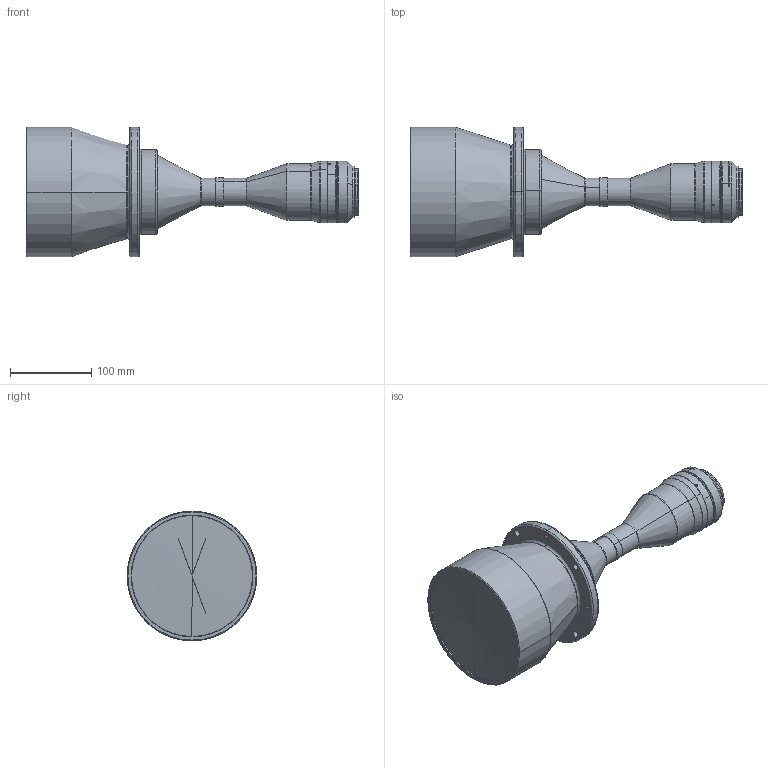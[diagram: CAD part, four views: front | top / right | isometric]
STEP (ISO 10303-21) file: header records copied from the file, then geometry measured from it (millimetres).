
FILE_DESCRIPTION (( 'STEP AP203' ), '1' );
FILE_NAME ('DTCM35FH-120H-M58-AL.STEP', '2020-02-10T03:17:25', ( '' ), ( '' ), 'SwSTEP 2.0', 'SolidWorks 2017', '' );
FILE_SCHEMA (( 'CONFIG_CONTROL_DESIGN' ));
Length unit declared in the file: millimetre
Products named in the file (1): DTCM35FH-120H-M58-AL
Bounding box: 409.61 x 160 x 160 mm (x, y, z)
Volume: 3292842.5 mm3; surface area: 168879.4 mm2
Topology: 1 solids, 1 shells, 151 faces, 356 edges, 218 vertices
Faces by surface type: cylinder 66, cone 41, plane 22, bspline 22
Entity records: 5413 total; most frequent: CARTESIAN_POINT 1903, DIRECTION 750, ORIENTED_EDGE 704, EDGE_CURVE 352, AXIS2_PLACEMENT_3D 313, VERTEX_POINT 218, CIRCLE 183, EDGE_LOOP 182
